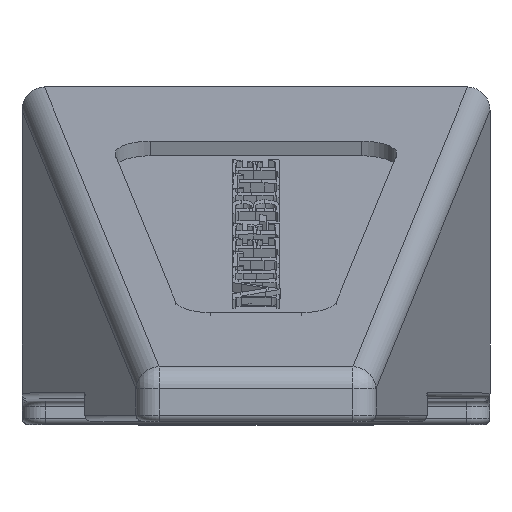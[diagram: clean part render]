
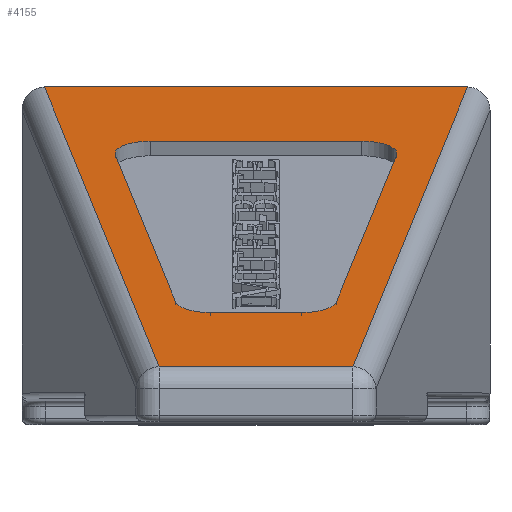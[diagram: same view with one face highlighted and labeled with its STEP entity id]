
A CAD part, top view. The second image highlights one B-rep face of the part: STEP entity #4155.
In plain terms, the highlighted planar face has unit normal (0, 0.937, 0.35).
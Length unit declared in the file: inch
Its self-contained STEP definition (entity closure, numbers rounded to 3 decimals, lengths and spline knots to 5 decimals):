
#159 = VERTEX_POINT ( 'NONE', #1414 ) ;
#312 = CARTESIAN_POINT ( 'NONE',  ( -0.54, 0.86, 1.03 ) ) ;
#388 =( BOUNDED_CURVE ( )  B_SPLINE_CURVE ( 3, ( #15573, #5133, #8883, #10154 ),
 .UNSPECIFIED., .F., .F. ) 
 B_SPLINE_CURVE_WITH_KNOTS ( ( 4, 4 ),
 ( 3.14159, 3.18296 ),
 .UNSPECIFIED. ) 
 CURVE ( )  GEOMETRIC_REPRESENTATION_ITEM ( )  RATIONAL_B_SPLINE_CURVE ( ( 1., 1., 1., 1. ) ) 
 REPRESENTATION_ITEM ( '' )  );
#518 = EDGE_CURVE ( 'NONE', #5403, #6170, #388, .T. ) ;
#676 = AXIS2_PLACEMENT_3D ( 'NONE', #2573, #11507, #3862 ) ;
#756 = VERTEX_POINT ( 'NONE', #15241 ) ;
#817 = DIRECTION ( 'NONE',  ( 0., 0.35, -0.937 ) ) ;
#978 = DIRECTION ( 'NONE',  ( 0.141, 0.346, -0.928 ) ) ;
#1414 = CARTESIAN_POINT ( 'NONE',  ( 0.24845, 0.13956, 2.96097 ) ) ;
#1614 = LINE ( 'NONE', #2831, #4604 ) ;
#1838 = EDGE_CURVE ( 'NONE', #3188, #159, #1614, .T. ) ;
#1846 = CARTESIAN_POINT ( 'NONE',  ( 0.54165, 0.85998, 1.03005 ) ) ;
#1949 = LINE ( 'NONE', #8655, #11735 ) ;
#2035 = FACE_BOUND ( 'NONE', #6035, .T. ) ;
#2520 = CARTESIAN_POINT ( 'NONE',  ( -0.375, 0.72018, 1.40477 ) ) ;
#2547 = VECTOR ( 'NONE', #7882, 39.37008 ) ;
#2573 = CARTESIAN_POINT ( 'NONE',  ( 0.11678, 0.31027, 2.50344 ) ) ;
#2707 = EDGE_CURVE ( 'NONE', #15735, #10983, #7986, .T. ) ;
#2831 = CARTESIAN_POINT ( 'NONE',  ( -0.6, 0.13956, 2.96097 ) ) ;
#3133 = CARTESIAN_POINT ( 'NONE',  ( 0.54248, 0.85995, 1.03014 ) ) ;
#3188 = VERTEX_POINT ( 'NONE', #14520 ) ;
#3283 = ORIENTED_EDGE ( 'NONE', *, *, #10624, .T. ) ;
#3311 = AXIS2_PLACEMENT_3D ( 'NONE', #16082, #8484, #817 ) ;
#3548 = ORIENTED_EDGE ( 'NONE', *, *, #7068, .T. ) ;
#3739 = CARTESIAN_POINT ( 'NONE',  ( -0.36035, 0.68427, 1.501 ) ) ;
#3767 = ORIENTED_EDGE ( 'NONE', *, *, #8057, .T. ) ;
#3862 = DIRECTION ( 'NONE',  ( 0., 0.35, -0.937 ) ) ;
#3997 = DIRECTION ( 'NONE',  ( 0., -0.937, -0.35 ) ) ;
#4118 = DIRECTION ( 'NONE',  ( 1., 0., 0. ) ) ;
#4155 = ADVANCED_FACE ( 'NONE', ( #2035, #15588 ), #6662, .F. ) ;
#4211 = VERTEX_POINT ( 'NONE', #9507 ) ;
#4412 = CARTESIAN_POINT ( 'NONE',  ( 0.54083, 0.86, 1.03 ) ) ;
#4517 = EDGE_CURVE ( 'NONE', #10374, #11967, #13159, .T. ) ;
#4545 = CARTESIAN_POINT ( 'NONE',  ( -0.11678, 0.31027, 2.50344 ) ) ;
#4604 = VECTOR ( 'NONE', #4118, 39.37008 ) ;
#4935 = VECTOR ( 'NONE', #15308, 39.37008 ) ;
#5093 = CARTESIAN_POINT ( 'NONE',  ( 0.19485, 0.27881, 2.58776 ) ) ;
#5133 = CARTESIAN_POINT ( 'NONE',  ( -0.54083, 0.86, 1.03 ) ) ;
#5180 = VECTOR ( 'NONE', #6836, 39.37008 ) ;
#5403 = VERTEX_POINT ( 'NONE', #312 ) ;
#5647 = CARTESIAN_POINT ( 'NONE',  ( -0.19485, 0.27881, 2.58776 ) ) ;
#5818 = DIRECTION ( 'NONE',  ( 0., 0.35, -0.937 ) ) ;
#6035 = EDGE_LOOP ( 'NONE', ( #9917, #3283, #13371, #15810, #14143, #14763, #13336, #9420 ) ) ;
#6170 = VERTEX_POINT ( 'NONE', #13183 ) ;
#6221 = EDGE_CURVE ( 'NONE', #15735, #16117, #15339, .T. ) ;
#6318 = EDGE_LOOP ( 'NONE', ( #13615, #10043, #3548, #7879, #3767, #15480 ) ) ;
#6409 = CARTESIAN_POINT ( 'NONE',  ( -0.6, 0.86, 1.03 ) ) ;
#6499 = EDGE_CURVE ( 'NONE', #12350, #14733, #9177, .T. ) ;
#6634 = LINE ( 'NONE', #5093, #13007 ) ;
#6662 = PLANE ( 'NONE',  #12068 ) ;
#6714 = DIRECTION ( 'NONE',  ( 0., 0.35, -0.937 ) ) ;
#6836 = DIRECTION ( 'NONE',  ( 0.141, -0.346, 0.928 ) ) ;
#7068 = EDGE_CURVE ( 'NONE', #6170, #3188, #14543, .T. ) ;
#7249 = CARTESIAN_POINT ( 'NONE',  ( -0.20588, 0.30582, 2.51535 ) ) ;
#7757 = VECTOR ( 'NONE', #11684, 39.37008 ) ;
#7762 = CARTESIAN_POINT ( 'NONE',  ( -0.27125, 0.72018, 1.40477 ) ) ;
#7869 = AXIS2_PLACEMENT_3D ( 'NONE', #4545, #13460, #5818 ) ;
#7879 = ORIENTED_EDGE ( 'NONE', *, *, #1838, .T. ) ;
#7882 = DIRECTION ( 'NONE',  ( 0.141, 0.346, -0.928 ) ) ;
#7883 = AXIS2_PLACEMENT_3D ( 'NONE', #11637, #3997, #12916 ) ;
#7939 = CARTESIAN_POINT ( 'NONE',  ( -0.6, 0.86, 1.03 ) ) ;
#7986 = CIRCLE ( 'NONE', #7883, 0.09 ) ;
#8057 = EDGE_CURVE ( 'NONE', #159, #10374, #1949, .T. ) ;
#8100 = CIRCLE ( 'NONE', #7869, 0.09 ) ;
#8113 = EDGE_CURVE ( 'NONE', #5403, #11967, #11346, .T. ) ;
#8484 = DIRECTION ( 'NONE',  ( 0., -0.937, -0.35 ) ) ;
#8655 = CARTESIAN_POINT ( 'NONE',  ( 0.51971, 0.80416, 1.17968 ) ) ;
#8883 = CARTESIAN_POINT ( 'NONE',  ( -0.54165, 0.85998, 1.03005 ) ) ;
#9177 = CIRCLE ( 'NONE', #3311, 0.09 ) ;
#9420 = ORIENTED_EDGE ( 'NONE', *, *, #10911, .T. ) ;
#9507 = CARTESIAN_POINT ( 'NONE',  ( 0.11678, 0.27881, 2.58776 ) ) ;
#9917 = ORIENTED_EDGE ( 'NONE', *, *, #13266, .F. ) ;
#10043 = ORIENTED_EDGE ( 'NONE', *, *, #518, .T. ) ;
#10154 = CARTESIAN_POINT ( 'NONE',  ( -0.54248, 0.85995, 1.03014 ) ) ;
#10161 = DIRECTION ( 'NONE',  ( -1., 0., 0. ) ) ;
#10374 = VERTEX_POINT ( 'NONE', #14710 ) ;
#10398 = CARTESIAN_POINT ( 'NONE',  ( 0.375, 0.72018, 1.40477 ) ) ;
#10624 = EDGE_CURVE ( 'NONE', #13659, #16117, #8100, .T. ) ;
#10890 = EDGE_CURVE ( 'NONE', #12350, #10983, #15032, .T. ) ;
#10911 = EDGE_CURVE ( 'NONE', #756, #4211, #14642, .T. ) ;
#10983 = VERTEX_POINT ( 'NONE', #7762 ) ;
#11281 = VECTOR ( 'NONE', #10161, 39.37008 ) ;
#11346 = LINE ( 'NONE', #6409, #4935 ) ;
#11461 = CARTESIAN_POINT ( 'NONE',  ( -0.11678, 0.27881, 2.58776 ) ) ;
#11507 = DIRECTION ( 'NONE',  ( 0., -0.937, -0.35 ) ) ;
#11629 = CARTESIAN_POINT ( 'NONE',  ( -0.54365, 0.86281, 1.02247 ) ) ;
#11637 = CARTESIAN_POINT ( 'NONE',  ( -0.27125, 0.68872, 1.48909 ) ) ;
#11684 = DIRECTION ( 'NONE',  ( 0.141, -0.346, 0.928 ) ) ;
#11730 = CARTESIAN_POINT ( 'NONE',  ( 0.54, 0.86, 1.03 ) ) ;
#11735 = VECTOR ( 'NONE', #978, 39.37008 ) ;
#11967 = VERTEX_POINT ( 'NONE', #11730 ) ;
#12068 = AXIS2_PLACEMENT_3D ( 'NONE', #7939, #14333, #6714 ) ;
#12350 = VERTEX_POINT ( 'NONE', #15312 ) ;
#12916 = DIRECTION ( 'NONE',  ( 0., 0.35, -0.937 ) ) ;
#13007 = VECTOR ( 'NONE', #15279, 39.37008 ) ;
#13159 =( BOUNDED_CURVE ( )  B_SPLINE_CURVE ( 3, ( #3133, #1846, #4412, #13321 ),
 .UNSPECIFIED., .F., .T. ) 
 B_SPLINE_CURVE_WITH_KNOTS ( ( 4, 4 ),
 ( 6.24182, 6.28319 ),
 .UNSPECIFIED. ) 
 CURVE ( )  GEOMETRIC_REPRESENTATION_ITEM ( )  RATIONAL_B_SPLINE_CURVE ( ( 1., 1., 1., 1. ) ) 
 REPRESENTATION_ITEM ( '' )  );
#13183 = CARTESIAN_POINT ( 'NONE',  ( -0.54248, 0.85995, 1.03014 ) ) ;
#13266 = EDGE_CURVE ( 'NONE', #13659, #4211, #6634, .T. ) ;
#13321 = CARTESIAN_POINT ( 'NONE',  ( 0.54, 0.86, 1.03 ) ) ;
#13336 = ORIENTED_EDGE ( 'NONE', *, *, #15240, .F. ) ;
#13371 = ORIENTED_EDGE ( 'NONE', *, *, #6221, .F. ) ;
#13460 = DIRECTION ( 'NONE',  ( 0., -0.937, -0.35 ) ) ;
#13615 = ORIENTED_EDGE ( 'NONE', *, *, #8113, .F. ) ;
#13659 = VERTEX_POINT ( 'NONE', #11461 ) ;
#14143 = ORIENTED_EDGE ( 'NONE', *, *, #10890, .F. ) ;
#14333 = DIRECTION ( 'NONE',  ( 0., -0.937, -0.35 ) ) ;
#14520 = CARTESIAN_POINT ( 'NONE',  ( -0.24845, 0.13956, 2.96097 ) ) ;
#14543 = LINE ( 'NONE', #11629, #7757 ) ;
#14642 = CIRCLE ( 'NONE', #676, 0.09 ) ;
#14710 = CARTESIAN_POINT ( 'NONE',  ( 0.54248, 0.85995, 1.03014 ) ) ;
#14733 = VERTEX_POINT ( 'NONE', #15468 ) ;
#14763 = ORIENTED_EDGE ( 'NONE', *, *, #6499, .T. ) ;
#15032 = LINE ( 'NONE', #2520, #11281 ) ;
#15240 = EDGE_CURVE ( 'NONE', #756, #14733, #15711, .T. ) ;
#15241 = CARTESIAN_POINT ( 'NONE',  ( 0.20588, 0.30582, 2.51535 ) ) ;
#15279 = DIRECTION ( 'NONE',  ( 1., 0., 0. ) ) ;
#15308 = DIRECTION ( 'NONE',  ( 1., 0., 0. ) ) ;
#15312 = CARTESIAN_POINT ( 'NONE',  ( 0.27125, 0.72018, 1.40477 ) ) ;
#15339 = LINE ( 'NONE', #5647, #5180 ) ;
#15468 = CARTESIAN_POINT ( 'NONE',  ( 0.36035, 0.68427, 1.501 ) ) ;
#15480 = ORIENTED_EDGE ( 'NONE', *, *, #4517, .T. ) ;
#15573 = CARTESIAN_POINT ( 'NONE',  ( -0.54, 0.86, 1.03 ) ) ;
#15588 = FACE_OUTER_BOUND ( 'NONE', #6318, .T. ) ;
#15711 = LINE ( 'NONE', #10398, #2547 ) ;
#15735 = VERTEX_POINT ( 'NONE', #3739 ) ;
#15810 = ORIENTED_EDGE ( 'NONE', *, *, #2707, .T. ) ;
#16082 = CARTESIAN_POINT ( 'NONE',  ( 0.27125, 0.68872, 1.48909 ) ) ;
#16117 = VERTEX_POINT ( 'NONE', #7249 ) ;
